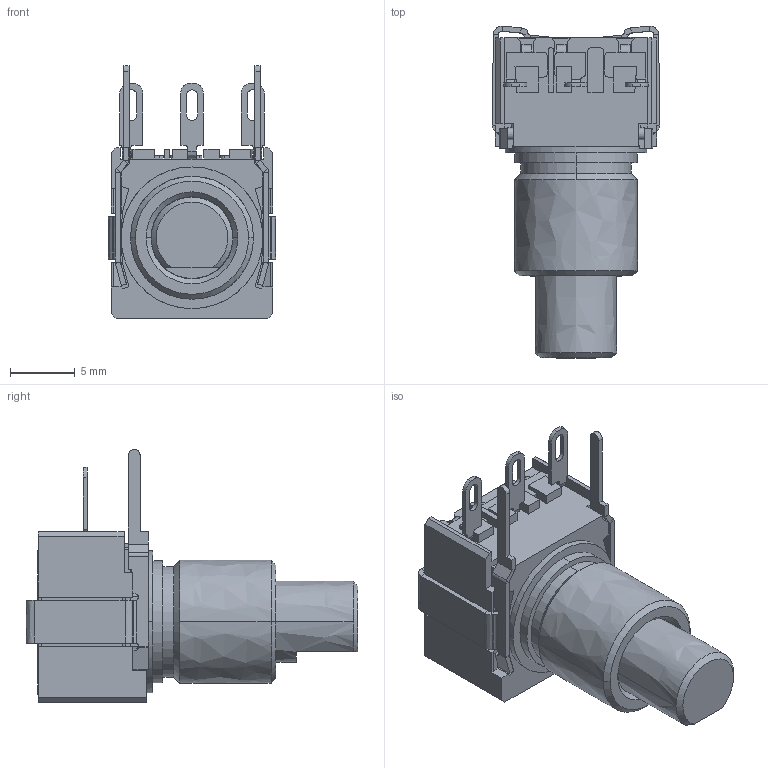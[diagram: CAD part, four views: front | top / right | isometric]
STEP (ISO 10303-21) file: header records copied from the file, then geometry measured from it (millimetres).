
FILE_DESCRIPTION((''),'2;1');
FILE_NAME('53AAL-C20-D13','2008-08-20T',('RICKB'),('Bourns, Inc.'),'PRO/ENGINEER BY PARAMETRIC TECHNOLOGY CORPORATION, 2001200','PRO/ENGINEER BY PARAMETRIC TECHNOLOGY CORPORATION, 2001200','');
FILE_SCHEMA(('AUTOMOTIVE_DESIGN_CC2 { 1 2 10303 214 -1 1 5 2 }'));
Length unit declared in the file: inch
Products named in the file (1): 53AAL-C20-D13
Bounding box: 12.95 x 25.7 x 19.59 mm (x, y, z)
Volume: 2013.5 mm3; surface area: 2333.3 mm2
Topology: 2 solids, 7 shells, 623 faces, 1620 edges, 999 vertices
Faces by surface type: bspline 623
Entity records: 26194 total; most frequent: CARTESIAN_POINT 7976, ORIENTED_EDGE 3240, DIRECTION 1856, PRESENTATION_STYLE_ASSIGNMENT 1622, STYLED_ITEM 1622, CURVE_STYLE 1620, EDGE_CURVE 1620, VECTOR 1294
